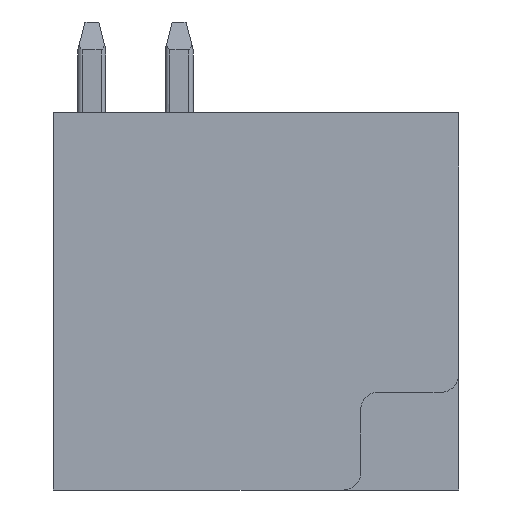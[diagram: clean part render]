
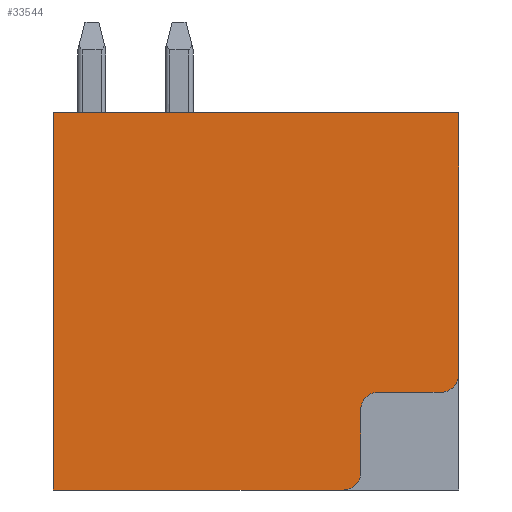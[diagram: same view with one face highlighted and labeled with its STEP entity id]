
A CAD part, front view. The second image highlights one B-rep face of the part: STEP entity #33544.
In plain terms, the highlighted planar face has unit normal (0, -1, 0).
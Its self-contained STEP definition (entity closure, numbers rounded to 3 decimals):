
#3615=CARTESIAN_POINT('',(2.806,-84.,-6.124));
#3616=DIRECTION('',(0.,-1.,0.));
#3617=DIRECTION('',(0.,0.,-1.));
#3618=AXIS2_PLACEMENT_3D('',#3615,#3616,#3617);
#3620=DIRECTION('',(-1.,0.,0.));
#3621=VECTOR('',#3620,8.3);
#3622=CARTESIAN_POINT('',(2.806,-84.,-6.624));
#3623=LINE('',#3622,#3621);
#3624=DIRECTION('',(0.,0.,1.));
#3625=VECTOR('',#3624,10.8);
#3626=CARTESIAN_POINT('',(-5.494,-84.,-6.624));
#3627=LINE('',#3626,#3625);
#3628=DIRECTION('',(1.,0.,0.));
#3629=VECTOR('',#3628,11.6);
#3630=CARTESIAN_POINT('',(-5.494,-84.,4.176));
#3631=LINE('',#3630,#3629);
#3632=DIRECTION('',(0.,0.,-1.));
#3633=VECTOR('',#3632,7.5);
#3634=CARTESIAN_POINT('',(6.106,-84.,4.176));
#3635=LINE('',#3634,#3633);
#3636=CARTESIAN_POINT('',(5.606,-84.,-3.324));
#3637=DIRECTION('',(0.,-1.,0.));
#3638=DIRECTION('',(0.,0.,-1.));
#3639=AXIS2_PLACEMENT_3D('',#3636,#3637,#3638);
#3641=DIRECTION('',(-1.,0.,0.));
#3642=VECTOR('',#3641,1.8);
#3643=CARTESIAN_POINT('',(5.606,-84.,-3.824));
#3644=LINE('',#3643,#3642);
#3645=DIRECTION('',(0.,0.,1.));
#3646=VECTOR('',#3645,1.8);
#3647=CARTESIAN_POINT('',(3.306,-84.,-6.124));
#3648=LINE('',#3647,#3646);
#3666=CARTESIAN_POINT('',(3.806,-84.,-4.324));
#3667=DIRECTION('',(0.,1.,0.));
#3668=DIRECTION('',(-1.,0.,0.));
#3669=AXIS2_PLACEMENT_3D('',#3666,#3667,#3668);
#24971=CARTESIAN_POINT('',(-5.494,-84.,-6.624));
#24972=CARTESIAN_POINT('',(-5.494,-84.,4.176));
#24973=VERTEX_POINT('',#24971);
#24974=VERTEX_POINT('',#24972);
#24975=CARTESIAN_POINT('',(6.106,-84.,4.176));
#24976=VERTEX_POINT('',#24975);
#25009=CARTESIAN_POINT('',(3.306,-84.,-4.324));
#25010=VERTEX_POINT('',#25009);
#25011=CARTESIAN_POINT('',(3.806,-84.,-3.824));
#25012=VERTEX_POINT('',#25011);
#25013=CARTESIAN_POINT('',(2.806,-84.,-6.624));
#25014=CARTESIAN_POINT('',(3.306,-84.,-6.124));
#25015=VERTEX_POINT('',#25013);
#25016=VERTEX_POINT('',#25014);
#25021=CARTESIAN_POINT('',(5.606,-84.,-3.824));
#25023=VERTEX_POINT('',#25021);
#25025=CARTESIAN_POINT('',(6.106,-84.,-3.324));
#25026=VERTEX_POINT('',#25025);
#33523=CARTESIAN_POINT('',(0.,-84.,0.));
#33524=DIRECTION('',(0.,1.,0.));
#33525=DIRECTION('',(1.,0.,0.));
#33526=AXIS2_PLACEMENT_3D('',#33523,#33524,#33525);
#33527=PLANE('',#33526);
#33529=ORIENTED_EDGE('',*,*,#33528,.F.);
#33530=ORIENTED_EDGE('',*,*,#32693,.T.);
#33531=ORIENTED_EDGE('',*,*,#32712,.T.);
#33532=ORIENTED_EDGE('',*,*,#32725,.T.);
#33533=ORIENTED_EDGE('',*,*,#31264,.T.);
#33535=ORIENTED_EDGE('',*,*,#33534,.F.);
#33537=ORIENTED_EDGE('',*,*,#33536,.T.);
#33539=ORIENTED_EDGE('',*,*,#33538,.F.);
#33541=ORIENTED_EDGE('',*,*,#33540,.F.);
#33542=EDGE_LOOP('',(#33529,#33530,#33531,#33532,#33533,#33535,#33537,#33539,
#33541));
#33543=FACE_OUTER_BOUND('',#33542,.F.);
#33544=ADVANCED_FACE('',(#33543),#33527,.F.);
#3619=CIRCLE('',#3618,0.5);
#3640=CIRCLE('',#3639,0.5);
#3670=CIRCLE('',#3669,0.5);
#31264=EDGE_CURVE('',#24976,#25026,#3635,.T.);
#32693=EDGE_CURVE('',#25015,#24973,#3623,.T.);
#32712=EDGE_CURVE('',#24973,#24974,#3627,.T.);
#32725=EDGE_CURVE('',#24974,#24976,#3631,.T.);
#33528=EDGE_CURVE('',#25015,#25016,#3619,.T.);
#33534=EDGE_CURVE('',#25023,#25026,#3640,.T.);
#33536=EDGE_CURVE('',#25023,#25012,#3644,.T.);
#33538=EDGE_CURVE('',#25010,#25012,#3670,.T.);
#33540=EDGE_CURVE('',#25016,#25010,#3648,.T.);
